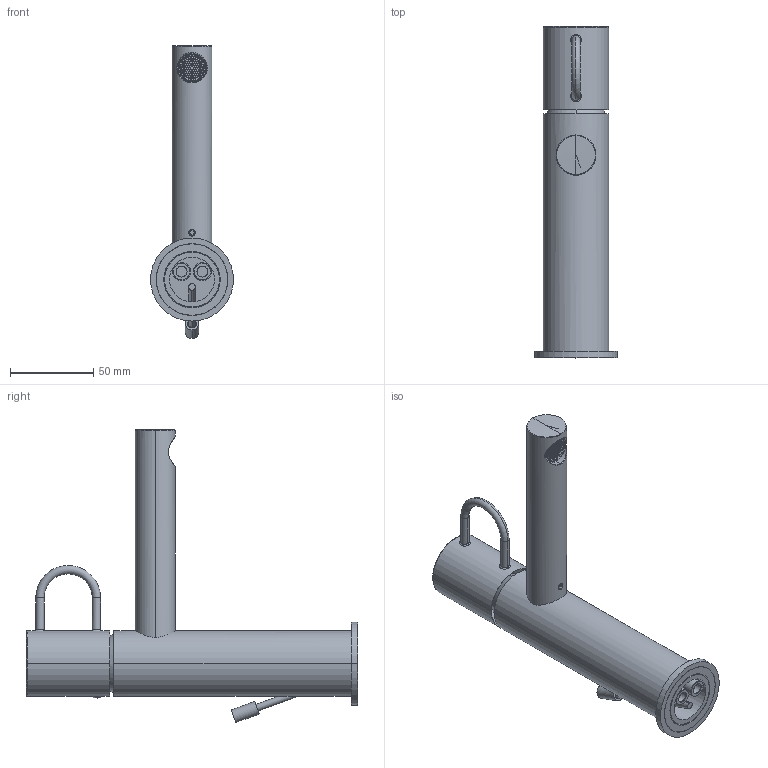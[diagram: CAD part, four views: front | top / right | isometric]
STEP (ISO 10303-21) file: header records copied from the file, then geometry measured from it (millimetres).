
FILE_DESCRIPTION((''),'2;1');
FILE_NAME('JK075CR','2021-02-02T13:31:51',('ut3'),('PAFFONI SpA'),'CREO PARAMETRIC BY PTC INC, 2020044','CREO PARAMETRIC BY PTC INC, 2020044','');
FILE_SCHEMA(('CONFIG_CONTROL_DESIGN','SHAPE_APPEARANCE_LAYERS_GROUPS'));
Length unit declared in the file: millimetre
Products named in the file (1): JK075CR
Bounding box: 50 x 199.84 x 176.38 mm (x, y, z)
Volume: 152304.5 mm3; surface area: 96479 mm2
Topology: 4 solids, 4 shells, 2934 faces, 7830 edges, 4964 vertices
Faces by surface type: plane 1941, cylinder 625, bspline 139, cone 136, torus 85, sphere 8
Entity records: 140859 total; most frequent: CARTESIAN_POINT 53894, ORIENTED_EDGE 15624, DIRECTION 11622, EDGE_CURVE 7812, VERTEX_POINT 4964, AXIS2_PLACEMENT_3D 3930, VECTOR 3762, LINE 3762
